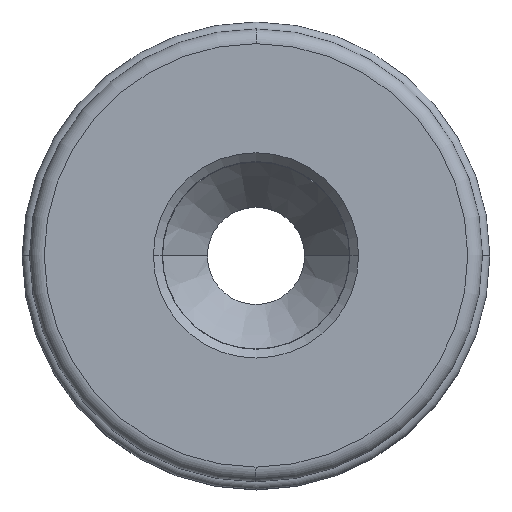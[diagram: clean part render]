
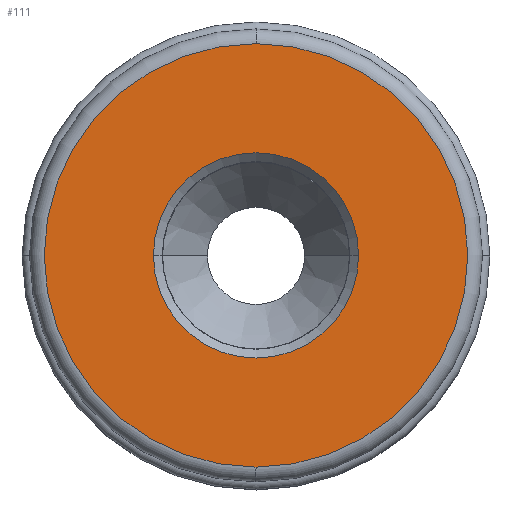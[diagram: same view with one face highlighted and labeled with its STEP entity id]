
A CAD part, top view. The second image highlights one B-rep face of the part: STEP entity #111.
In plain terms, the highlighted planar face has unit normal (0, 0, 1).
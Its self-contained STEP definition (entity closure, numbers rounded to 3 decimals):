
#63=PLANE('',#1190);
#70=FACE_BOUND('',#246,.T.);
#71=FACE_BOUND('',#247,.T.);
#111=ADVANCED_FACE('',(#70,#71),#63,.F.);
#246=EDGE_LOOP('',(#356,#357,#358,#359));
#247=EDGE_LOOP('',(#360,#361,#362,#363));
#356=ORIENTED_EDGE('',*,*,#716,.F.);
#357=ORIENTED_EDGE('',*,*,#717,.T.);
#358=ORIENTED_EDGE('',*,*,#718,.T.);
#359=ORIENTED_EDGE('',*,*,#719,.T.);
#360=ORIENTED_EDGE('',*,*,#720,.T.);
#361=ORIENTED_EDGE('',*,*,#721,.T.);
#362=ORIENTED_EDGE('',*,*,#722,.T.);
#363=ORIENTED_EDGE('',*,*,#723,.T.);
#608=VERTEX_POINT('',#1938);
#609=VERTEX_POINT('',#1939);
#610=VERTEX_POINT('',#1941);
#611=VERTEX_POINT('',#1943);
#612=VERTEX_POINT('',#1946);
#613=VERTEX_POINT('',#1947);
#614=VERTEX_POINT('',#1949);
#615=VERTEX_POINT('',#1951);
#716=EDGE_CURVE('',#608,#609,#867,.T.);
#717=EDGE_CURVE('',#608,#610,#868,.T.);
#718=EDGE_CURVE('',#610,#611,#869,.T.);
#719=EDGE_CURVE('',#611,#609,#870,.T.);
#720=EDGE_CURVE('',#612,#613,#871,.T.);
#721=EDGE_CURVE('',#613,#614,#872,.T.);
#722=EDGE_CURVE('',#614,#615,#873,.T.);
#723=EDGE_CURVE('',#615,#612,#874,.T.);
#867=CIRCLE('',#1182,28.75);
#868=CIRCLE('',#1183,28.75);
#869=CIRCLE('',#1184,28.75);
#870=CIRCLE('',#1185,28.75);
#871=CIRCLE('',#1186,13.935);
#872=CIRCLE('',#1187,13.935);
#873=CIRCLE('',#1188,13.935);
#874=CIRCLE('',#1189,13.935);
#1182=AXIS2_PLACEMENT_3D('',#1937,#1430,#1431);
#1183=AXIS2_PLACEMENT_3D('',#1940,#1432,#1433);
#1184=AXIS2_PLACEMENT_3D('',#1942,#1434,#1435);
#1185=AXIS2_PLACEMENT_3D('',#1944,#1436,#1437);
#1186=AXIS2_PLACEMENT_3D('',#1945,#1438,#1439);
#1187=AXIS2_PLACEMENT_3D('',#1948,#1440,#1441);
#1188=AXIS2_PLACEMENT_3D('',#1950,#1442,#1443);
#1189=AXIS2_PLACEMENT_3D('',#1952,#1444,#1445);
#1190=AXIS2_PLACEMENT_3D('',#1953,#1446,#1447);
#1430=DIRECTION('',(0.,0.,-1.));
#1431=DIRECTION('',(0.001,-1.,0.));
#1432=DIRECTION('',(0.,0.,1.));
#1433=DIRECTION('',(0.,1.,0.));
#1434=DIRECTION('',(0.,0.,1.));
#1435=DIRECTION('',(-0.001,1.,0.));
#1436=DIRECTION('',(0.,0.,1.));
#1437=DIRECTION('',(0.001,-1.,0.));
#1438=DIRECTION('',(0.,0.,-1.));
#1439=DIRECTION('',(0.,-1.,0.));
#1440=DIRECTION('',(0.,0.,-1.));
#1441=DIRECTION('',(-1.,0.,0.));
#1442=DIRECTION('',(0.,0.,-1.));
#1443=DIRECTION('',(0.,1.,0.));
#1444=DIRECTION('',(0.,0.,-1.));
#1445=DIRECTION('',(1.,0.,0.));
#1446=DIRECTION('',(0.,0.,-1.));
#1447=DIRECTION('',(0.,-1.,0.));
#1937=CARTESIAN_POINT('',(0.,0.,0.));
#1938=CARTESIAN_POINT('',(0.,28.75,0.));
#1939=CARTESIAN_POINT('',(0.015,-28.75,0.));
#1940=CARTESIAN_POINT('',(0.,0.,0.));
#1941=CARTESIAN_POINT('',(-0.015,28.75,0.));
#1942=CARTESIAN_POINT('',(0.,0.,0.));
#1943=CARTESIAN_POINT('',(0.,-28.75,0.));
#1944=CARTESIAN_POINT('',(0.,0.,0.));
#1945=CARTESIAN_POINT('',(0.,0.,0.));
#1946=CARTESIAN_POINT('',(0.,-13.935,0.));
#1947=CARTESIAN_POINT('',(-13.935,0.,0.));
#1948=CARTESIAN_POINT('',(0.,0.,0.));
#1949=CARTESIAN_POINT('',(0.,13.935,0.));
#1950=CARTESIAN_POINT('',(0.,0.,0.));
#1951=CARTESIAN_POINT('',(13.935,0.,0.));
#1952=CARTESIAN_POINT('',(0.,0.,0.));
#1953=CARTESIAN_POINT('',(0.,0.,0.));
